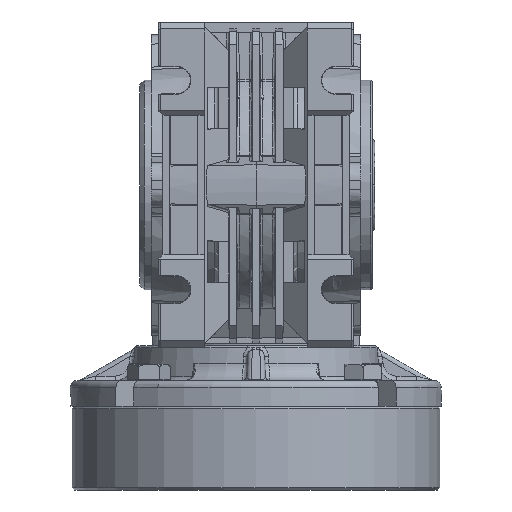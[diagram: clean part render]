
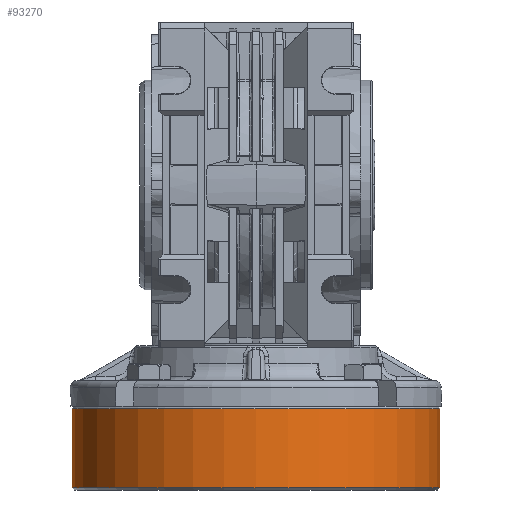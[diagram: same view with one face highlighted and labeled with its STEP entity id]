
A CAD part, front view. The second image highlights one B-rep face of the part: STEP entity #93270.
In plain terms, the highlighted cylindrical face has radius 39.5 mm (diameter 79 mm), a partial arc.
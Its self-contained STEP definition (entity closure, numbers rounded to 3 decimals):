
#2802 = FACE_OUTER_BOUND ( 'NONE', #63377, .T. ) ;
#6390 = DIRECTION ( 'NONE',  ( -1., 0., 0. ) ) ;
#8175 = DIRECTION ( 'NONE',  ( 0., 0., 1. ) ) ;
#12039 = DIRECTION ( 'NONE',  ( 0., 0., 1. ) ) ;
#12375 = DIRECTION ( 'NONE',  ( 0., 0., 1. ) ) ;
#13147 = CARTESIAN_POINT ( 'NONE',  ( 0., 0., -17.5 ) ) ;
#14921 = CARTESIAN_POINT ( 'NONE',  ( 39.5, 0., 0. ) ) ;
#15957 = VECTOR ( 'NONE', #36326, 1000. ) ;
#16206 = CARTESIAN_POINT ( 'NONE',  ( -39.5, 0., -17.5 ) ) ;
#17349 = VERTEX_POINT ( 'NONE', #76861 ) ;
#21758 = EDGE_CURVE ( 'NONE', #98770, #17349, #78125, .T. ) ;
#23431 = LINE ( 'NONE', #14921, #91816 ) ;
#29372 = DIRECTION ( 'NONE',  ( 1., 0., 0. ) ) ;
#36326 = DIRECTION ( 'NONE',  ( 0., 0., 1. ) ) ;
#39086 = AXIS2_PLACEMENT_3D ( 'NONE', #107893, #12375, #29372 ) ;
#43110 = CARTESIAN_POINT ( 'NONE',  ( 39.5, 0., -17.5 ) ) ;
#43170 = LINE ( 'NONE', #44820, #15957 ) ;
#44820 = CARTESIAN_POINT ( 'NONE',  ( -39.5, 0., 0. ) ) ;
#53725 = VERTEX_POINT ( 'NONE', #16206 ) ;
#63377 = EDGE_LOOP ( 'NONE', ( #74066, #109397, #65373, #82952 ) ) ;
#63901 = CYLINDRICAL_SURFACE ( 'NONE', #39086, 39.5 ) ;
#65373 = ORIENTED_EDGE ( 'NONE', *, *, #81222, .T. ) ;
#65807 = CARTESIAN_POINT ( 'NONE',  ( 0., 0., -0.5 ) ) ;
#73123 = DIRECTION ( 'NONE',  ( 1., 0., 0. ) ) ;
#74066 = ORIENTED_EDGE ( 'NONE', *, *, #108680, .F. ) ;
#76453 = VERTEX_POINT ( 'NONE', #43110 ) ;
#76861 = CARTESIAN_POINT ( 'NONE',  ( -39.5, 0., -0.5 ) ) ;
#78125 = CIRCLE ( 'NONE', #97946, 39.5 ) ;
#81222 = EDGE_CURVE ( 'NONE', #76453, #98770, #23431, .T. ) ;
#81689 = CARTESIAN_POINT ( 'NONE',  ( 39.5, 0., -0.5 ) ) ;
#82054 = EDGE_CURVE ( 'NONE', #53725, #76453, #107479, .T. ) ;
#82201 = AXIS2_PLACEMENT_3D ( 'NONE', #13147, #12039, #73123 ) ;
#82952 = ORIENTED_EDGE ( 'NONE', *, *, #21758, .T. ) ;
#83820 = DIRECTION ( 'NONE',  ( 0., 0., -1. ) ) ;
#91816 = VECTOR ( 'NONE', #8175, 1000. ) ;
#93270 = ADVANCED_FACE ( 'NONE', ( #2802 ), #63901, .T. ) ;
#97946 = AXIS2_PLACEMENT_3D ( 'NONE', #65807, #83820, #6390 ) ;
#98770 = VERTEX_POINT ( 'NONE', #81689 ) ;
#107479 = CIRCLE ( 'NONE', #82201, 39.5 ) ;
#107893 = CARTESIAN_POINT ( 'NONE',  ( 0., 0., 0. ) ) ;
#108680 = EDGE_CURVE ( 'NONE', #53725, #17349, #43170, .T. ) ;
#109397 = ORIENTED_EDGE ( 'NONE', *, *, #82054, .T. ) ;
